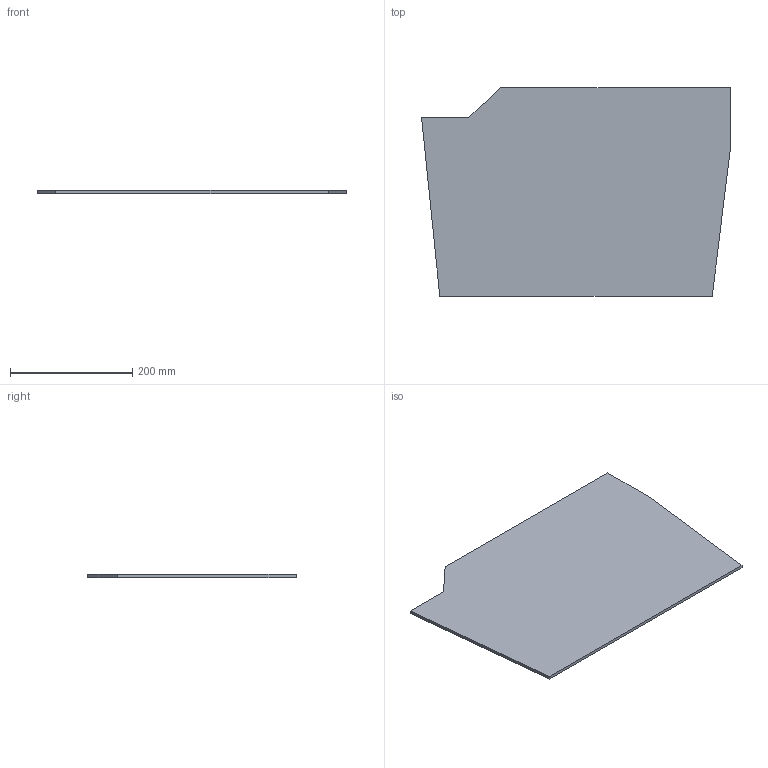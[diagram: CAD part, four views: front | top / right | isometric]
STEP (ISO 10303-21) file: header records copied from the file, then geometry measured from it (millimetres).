
FILE_DESCRIPTION (( 'STEP AP214' ), '1' );
FILE_NAME ('Protection_Panel.STEP', '2019-07-07T23:13:27', ( '' ), ( '' ), 'SwSTEP 2.0', 'SolidWorks 2018', '' );
FILE_SCHEMA (( 'AUTOMOTIVE_DESIGN' ));
Length unit declared in the file: millimetre
Products named in the file (1): Protection_Panel
Bounding box: 504.74 x 340.3 x 5 mm (x, y, z)
Volume: 794214.9 mm3; surface area: 325708.5 mm2
Topology: 1 solids, 1 shells, 9 faces, 21 edges, 14 vertices
Faces by surface type: plane 9
Entity records: 289 total; most frequent: CARTESIAN_POINT 45, ORIENTED_EDGE 42, DIRECTION 41, EDGE_CURVE 21, LINE 21, VECTOR 21, VERTEX_POINT 14, AXIS2_PLACEMENT_3D 10
